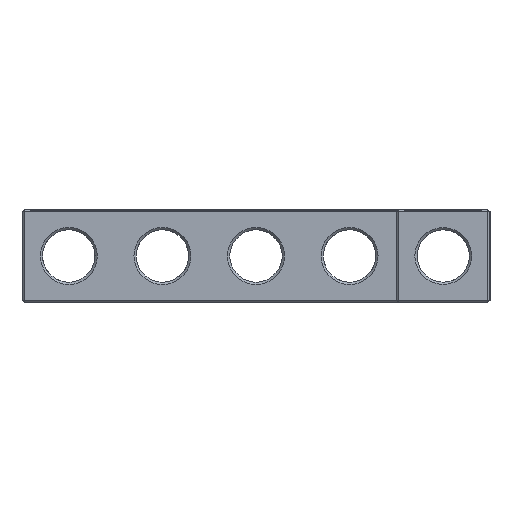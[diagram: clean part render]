
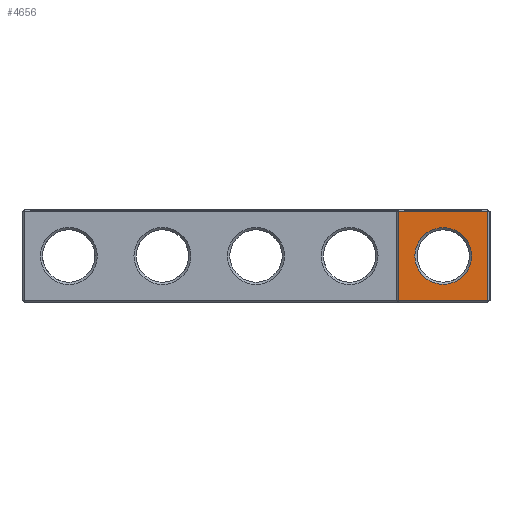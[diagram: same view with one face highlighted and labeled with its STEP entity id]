
A CAD part, left-side view. The second image highlights one B-rep face of the part: STEP entity #4656.
In plain terms, the highlighted planar face has unit normal (-1, 0, 0).
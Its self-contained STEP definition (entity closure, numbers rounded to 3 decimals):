
#326 = PLANE('',#327);
#327 = AXIS2_PLACEMENT_3D('',#328,#329,#330);
#328 = CARTESIAN_POINT('',(-131.1,6.1,0.));
#329 = DIRECTION('',(0.707,-0.707,0.));
#330 = DIRECTION('',(-0.,-0.,-1.));
#1244 = VERTEX_POINT('',#1245);
#1245 = CARTESIAN_POINT('',(-131.25,5.95,0.3));
#1266 = EDGE_CURVE('',#1244,#1267,#1269,.T.);
#1267 = VERTEX_POINT('',#1268);
#1268 = CARTESIAN_POINT('',(-131.25,5.95,12.2));
#1269 = SURFACE_CURVE('',#1270,(#1274,#1281),.PCURVE_S1.);
#1270 = LINE('',#1271,#1272);
#1271 = CARTESIAN_POINT('',(-131.25,5.95,0.));
#1272 = VECTOR('',#1273,1.);
#1273 = DIRECTION('',(0.,0.,1.));
#1274 = PCURVE('',#326,#1275);
#1275 = DEFINITIONAL_REPRESENTATION('',(#1276),#1280);
#1276 = LINE('',#1277,#1278);
#1277 = CARTESIAN_POINT('',(-0.,-0.212));
#1278 = VECTOR('',#1279,1.);
#1279 = DIRECTION('',(-1.,0.));
#1280 = ( GEOMETRIC_REPRESENTATION_CONTEXT(2) 
PARAMETRIC_REPRESENTATION_CONTEXT() REPRESENTATION_CONTEXT('2D SPACE',''
  ) );
#1281 = PCURVE('',#1282,#1287);
#1282 = PLANE('',#1283);
#1283 = AXIS2_PLACEMENT_3D('',#1284,#1285,#1286);
#1284 = CARTESIAN_POINT('',(-131.25,6.25,0.));
#1285 = DIRECTION('',(1.,0.,0.));
#1286 = DIRECTION('',(0.,-1.,0.));
#1287 = DEFINITIONAL_REPRESENTATION('',(#1288),#1292);
#1288 = LINE('',#1289,#1290);
#1289 = CARTESIAN_POINT('',(0.3,0.));
#1290 = VECTOR('',#1291,1.);
#1291 = DIRECTION('',(0.,-1.));
#1292 = ( GEOMETRIC_REPRESENTATION_CONTEXT(2) 
PARAMETRIC_REPRESENTATION_CONTEXT() REPRESENTATION_CONTEXT('2D SPACE',''
  ) );
#1913 = PLANE('',#1914);
#1914 = AXIS2_PLACEMENT_3D('',#1915,#1916,#1917);
#1915 = CARTESIAN_POINT('',(-131.1,6.25,0.15));
#1916 = DIRECTION('',(0.707,0.,0.707)
  );
#1917 = DIRECTION('',(0.,-1.,0.));
#2913 = PLANE('',#2914);
#2914 = AXIS2_PLACEMENT_3D('',#2915,#2916,#2917);
#2915 = CARTESIAN_POINT('',(-131.1,6.25,12.35));
#2916 = DIRECTION('',(-0.707,0.,0.707));
#2917 = DIRECTION('',(0.,-1.,0.));
#4656 = ADVANCED_FACE('',(#4657,#4732),#1282,.F.);
#4657 = FACE_BOUND('',#4658,.F.);
#4658 = EDGE_LOOP('',(#4659,#4689,#4710,#4711));
#4659 = ORIENTED_EDGE('',*,*,#4660,.F.);
#4660 = EDGE_CURVE('',#4661,#4663,#4665,.T.);
#4661 = VERTEX_POINT('',#4662);
#4662 = CARTESIAN_POINT('',(-131.25,-5.95,0.3));
#4663 = VERTEX_POINT('',#4664);
#4664 = CARTESIAN_POINT('',(-131.25,-5.95,12.2));
#4665 = SURFACE_CURVE('',#4666,(#4670,#4677),.PCURVE_S1.);
#4666 = LINE('',#4667,#4668);
#4667 = CARTESIAN_POINT('',(-131.25,-5.95,0.));
#4668 = VECTOR('',#4669,1.);
#4669 = DIRECTION('',(0.,0.,1.));
#4670 = PCURVE('',#1282,#4671);
#4671 = DEFINITIONAL_REPRESENTATION('',(#4672),#4676);
#4672 = LINE('',#4673,#4674);
#4673 = CARTESIAN_POINT('',(12.2,0.));
#4674 = VECTOR('',#4675,1.);
#4675 = DIRECTION('',(0.,-1.));
#4676 = ( GEOMETRIC_REPRESENTATION_CONTEXT(2) 
PARAMETRIC_REPRESENTATION_CONTEXT() REPRESENTATION_CONTEXT('2D SPACE',''
  ) );
#4677 = PCURVE('',#4678,#4683);
#4678 = PLANE('',#4679);
#4679 = AXIS2_PLACEMENT_3D('',#4680,#4681,#4682);
#4680 = CARTESIAN_POINT('',(-131.1,-6.1,0.));
#4681 = DIRECTION('',(-0.707,-0.707,0.));
#4682 = DIRECTION('',(0.,0.,1.));
#4683 = DEFINITIONAL_REPRESENTATION('',(#4684),#4688);
#4684 = LINE('',#4685,#4686);
#4685 = CARTESIAN_POINT('',(0.,0.212));
#4686 = VECTOR('',#4687,1.);
#4687 = DIRECTION('',(1.,0.));
#4688 = ( GEOMETRIC_REPRESENTATION_CONTEXT(2) 
PARAMETRIC_REPRESENTATION_CONTEXT() REPRESENTATION_CONTEXT('2D SPACE',''
  ) );
#4689 = ORIENTED_EDGE('',*,*,#4690,.F.);
#4690 = EDGE_CURVE('',#1244,#4661,#4691,.T.);
#4691 = SURFACE_CURVE('',#4692,(#4696,#4703),.PCURVE_S1.);
#4692 = LINE('',#4693,#4694);
#4693 = CARTESIAN_POINT('',(-131.25,6.25,0.3));
#4694 = VECTOR('',#4695,1.);
#4695 = DIRECTION('',(0.,-1.,0.));
#4696 = PCURVE('',#1282,#4697);
#4697 = DEFINITIONAL_REPRESENTATION('',(#4698),#4702);
#4698 = LINE('',#4699,#4700);
#4699 = CARTESIAN_POINT('',(0.,-0.3));
#4700 = VECTOR('',#4701,1.);
#4701 = DIRECTION('',(1.,0.));
#4702 = ( GEOMETRIC_REPRESENTATION_CONTEXT(2) 
PARAMETRIC_REPRESENTATION_CONTEXT() REPRESENTATION_CONTEXT('2D SPACE',''
  ) );
#4703 = PCURVE('',#1913,#4704);
#4704 = DEFINITIONAL_REPRESENTATION('',(#4705),#4709);
#4705 = LINE('',#4706,#4707);
#4706 = CARTESIAN_POINT('',(0.,-0.212));
#4707 = VECTOR('',#4708,1.);
#4708 = DIRECTION('',(1.,0.));
#4709 = ( GEOMETRIC_REPRESENTATION_CONTEXT(2) 
PARAMETRIC_REPRESENTATION_CONTEXT() REPRESENTATION_CONTEXT('2D SPACE',''
  ) );
#4710 = ORIENTED_EDGE('',*,*,#1266,.T.);
#4711 = ORIENTED_EDGE('',*,*,#4712,.T.);
#4712 = EDGE_CURVE('',#1267,#4663,#4713,.T.);
#4713 = SURFACE_CURVE('',#4714,(#4718,#4725),.PCURVE_S1.);
#4714 = LINE('',#4715,#4716);
#4715 = CARTESIAN_POINT('',(-131.25,6.25,12.2));
#4716 = VECTOR('',#4717,1.);
#4717 = DIRECTION('',(0.,-1.,0.));
#4718 = PCURVE('',#1282,#4719);
#4719 = DEFINITIONAL_REPRESENTATION('',(#4720),#4724);
#4720 = LINE('',#4721,#4722);
#4721 = CARTESIAN_POINT('',(0.,-12.2));
#4722 = VECTOR('',#4723,1.);
#4723 = DIRECTION('',(1.,0.));
#4724 = ( GEOMETRIC_REPRESENTATION_CONTEXT(2) 
PARAMETRIC_REPRESENTATION_CONTEXT() REPRESENTATION_CONTEXT('2D SPACE',''
  ) );
#4725 = PCURVE('',#2913,#4726);
#4726 = DEFINITIONAL_REPRESENTATION('',(#4727),#4731);
#4727 = LINE('',#4728,#4729);
#4728 = CARTESIAN_POINT('',(-0.,-0.212));
#4729 = VECTOR('',#4730,1.);
#4730 = DIRECTION('',(1.,0.));
#4731 = ( GEOMETRIC_REPRESENTATION_CONTEXT(2) 
PARAMETRIC_REPRESENTATION_CONTEXT() REPRESENTATION_CONTEXT('2D SPACE',''
  ) );
#4732 = FACE_BOUND('',#4733,.F.);
#4733 = EDGE_LOOP('',(#4734));
#4734 = ORIENTED_EDGE('',*,*,#4735,.T.);
#4735 = EDGE_CURVE('',#4736,#4736,#4738,.T.);
#4736 = VERTEX_POINT('',#4737);
#4737 = CARTESIAN_POINT('',(-131.25,0.,10.04));
#4738 = SURFACE_CURVE('',#4739,(#4744,#4755),.PCURVE_S1.);
#4739 = CIRCLE('',#4740,3.79);
#4740 = AXIS2_PLACEMENT_3D('',#4741,#4742,#4743);
#4741 = CARTESIAN_POINT('',(-131.25,0.,6.25));
#4742 = DIRECTION('',(-1.,0.,0.));
#4743 = DIRECTION('',(0.,0.,1.));
#4744 = PCURVE('',#1282,#4745);
#4745 = DEFINITIONAL_REPRESENTATION('',(#4746),#4754);
#4746 = ( BOUNDED_CURVE() B_SPLINE_CURVE(2,(#4747,#4748,#4749,#4750,
#4751,#4752,#4753),.UNSPECIFIED.,.T.,.F.) B_SPLINE_CURVE_WITH_KNOTS((1,2
    ,2,2,2,1),(-2.094,0.,2.094,4.189,
6.283,8.378),.UNSPECIFIED.) CURVE() 
GEOMETRIC_REPRESENTATION_ITEM() RATIONAL_B_SPLINE_CURVE((1.,0.5,1.,0.5,
1.,0.5,1.)) REPRESENTATION_ITEM('') );
#4747 = CARTESIAN_POINT('',(6.25,-10.04));
#4748 = CARTESIAN_POINT('',(-0.314,-10.04));
#4749 = CARTESIAN_POINT('',(2.968,-4.355));
#4750 = CARTESIAN_POINT('',(6.25,1.33));
#4751 = CARTESIAN_POINT('',(9.532,-4.355));
#4752 = CARTESIAN_POINT('',(12.814,-10.04));
#4753 = CARTESIAN_POINT('',(6.25,-10.04));
#4754 = ( GEOMETRIC_REPRESENTATION_CONTEXT(2) 
PARAMETRIC_REPRESENTATION_CONTEXT() REPRESENTATION_CONTEXT('2D SPACE',''
  ) );
#4755 = PCURVE('',#4756,#4761);
#4756 = CONICAL_SURFACE('',#4757,3.49,0.785);
#4757 = AXIS2_PLACEMENT_3D('',#4758,#4759,#4760);
#4758 = CARTESIAN_POINT('',(-130.95,0.,6.25));
#4759 = DIRECTION('',(-1.,-0.,0.));
#4760 = DIRECTION('',(0.,0.,1.));
#4761 = DEFINITIONAL_REPRESENTATION('',(#4762),#4766);
#4762 = LINE('',#4763,#4764);
#4763 = CARTESIAN_POINT('',(0.,0.3));
#4764 = VECTOR('',#4765,1.);
#4765 = DIRECTION('',(1.,0.));
#4766 = ( GEOMETRIC_REPRESENTATION_CONTEXT(2) 
PARAMETRIC_REPRESENTATION_CONTEXT() REPRESENTATION_CONTEXT('2D SPACE',''
  ) );
